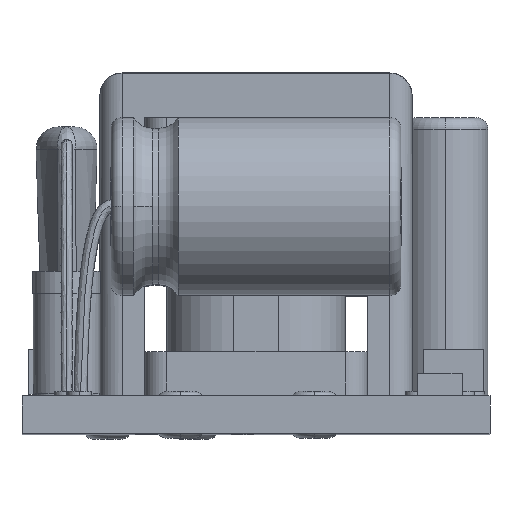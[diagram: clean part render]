
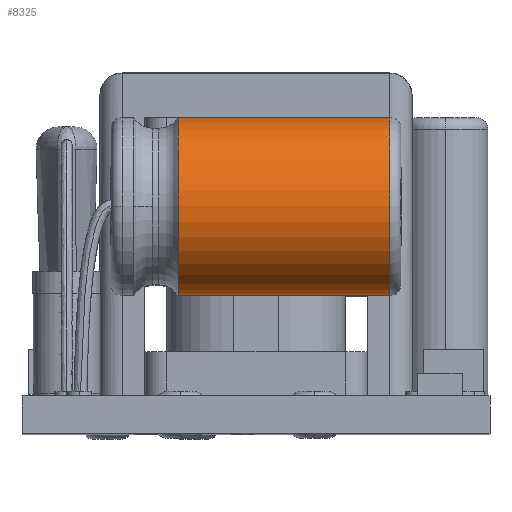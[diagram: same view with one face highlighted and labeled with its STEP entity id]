
A CAD part, top view. The second image highlights one B-rep face of the part: STEP entity #8325.
In plain terms, the highlighted cylindrical face has radius 4 mm (diameter 8 mm), a partial arc.
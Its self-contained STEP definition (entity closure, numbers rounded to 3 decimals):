
#842 = DIRECTION ( 'NONE',  ( 0., 0., -1. ) ) ;
#1216 = EDGE_CURVE ( 'NONE', #2258, #10263, #9021, .T. ) ;
#1549 = EDGE_CURVE ( 'NONE', #2258, #3361, #14550, .T. ) ;
#1732 = EDGE_CURVE ( 'NONE', #13284, #10263, #10609, .T. ) ;
#2258 = VERTEX_POINT ( 'NONE', #16357 ) ;
#3040 = AXIS2_PLACEMENT_3D ( 'NONE', #14281, #3457, #842 ) ;
#3361 = VERTEX_POINT ( 'NONE', #4584 ) ;
#3457 = DIRECTION ( 'NONE',  ( 1., 0., 0. ) ) ;
#3628 = FACE_OUTER_BOUND ( 'NONE', #13243, .T. ) ;
#3767 = CARTESIAN_POINT ( 'NONE',  ( 6., 12.2, 7.07 ) ) ;
#3824 = ORIENTED_EDGE ( 'NONE', *, *, #1549, .T. ) ;
#4262 = DIRECTION ( 'NONE',  ( -1., 0., 0. ) ) ;
#4584 = CARTESIAN_POINT ( 'NONE',  ( -3.5, 8.2, 7.07 ) ) ;
#4752 = ORIENTED_EDGE ( 'NONE', *, *, #1216, .F. ) ;
#5347 = CARTESIAN_POINT ( 'NONE',  ( 6., 8.2, 7.07 ) ) ;
#5671 = CARTESIAN_POINT ( 'NONE',  ( 6., 8.2, 7.07 ) ) ;
#7025 = AXIS2_PLACEMENT_3D ( 'NONE', #8917, #8742, #15633 ) ;
#7801 = CARTESIAN_POINT ( 'NONE',  ( 6., 12.2, 7.07 ) ) ;
#8150 = VECTOR ( 'NONE', #16874, 1000. ) ;
#8325 = ADVANCED_FACE ( 'NONE', ( #3628 ), #8967, .T. ) ;
#8707 = EDGE_CURVE ( 'NONE', #3361, #13284, #11973, .T. ) ;
#8742 = DIRECTION ( 'NONE',  ( 1., 0., 0. ) ) ;
#8917 = CARTESIAN_POINT ( 'NONE',  ( -3.5, 10.2, 10.534 ) ) ;
#8967 = CYLINDRICAL_SURFACE ( 'NONE', #3040, 4. ) ;
#9021 = LINE ( 'NONE', #3767, #8150 ) ;
#9753 = VECTOR ( 'NONE', #11878, 1000. ) ;
#10263 = VERTEX_POINT ( 'NONE', #7801 ) ;
#10609 = CIRCLE ( 'NONE', #14512, 4. ) ;
#11242 = DIRECTION ( 'NONE',  ( 0., 0., -1. ) ) ;
#11293 = ORIENTED_EDGE ( 'NONE', *, *, #8707, .T. ) ;
#11878 = DIRECTION ( 'NONE',  ( 1., 0., 0. ) ) ;
#11973 = LINE ( 'NONE', #5347, #9753 ) ;
#13243 = EDGE_LOOP ( 'NONE', ( #4752, #3824, #11293, #13459 ) ) ;
#13284 = VERTEX_POINT ( 'NONE', #5671 ) ;
#13459 = ORIENTED_EDGE ( 'NONE', *, *, #1732, .T. ) ;
#14281 = CARTESIAN_POINT ( 'NONE',  ( -3.5, 10.2, 10.534 ) ) ;
#14512 = AXIS2_PLACEMENT_3D ( 'NONE', #16490, #4262, #11242 ) ;
#14550 = CIRCLE ( 'NONE', #7025, 4. ) ;
#15633 = DIRECTION ( 'NONE',  ( 0., 0., -1. ) ) ;
#16357 = CARTESIAN_POINT ( 'NONE',  ( -3.5, 12.2, 7.07 ) ) ;
#16490 = CARTESIAN_POINT ( 'NONE',  ( 6., 10.2, 10.534 ) ) ;
#16874 = DIRECTION ( 'NONE',  ( 1., 0., 0. ) ) ;
